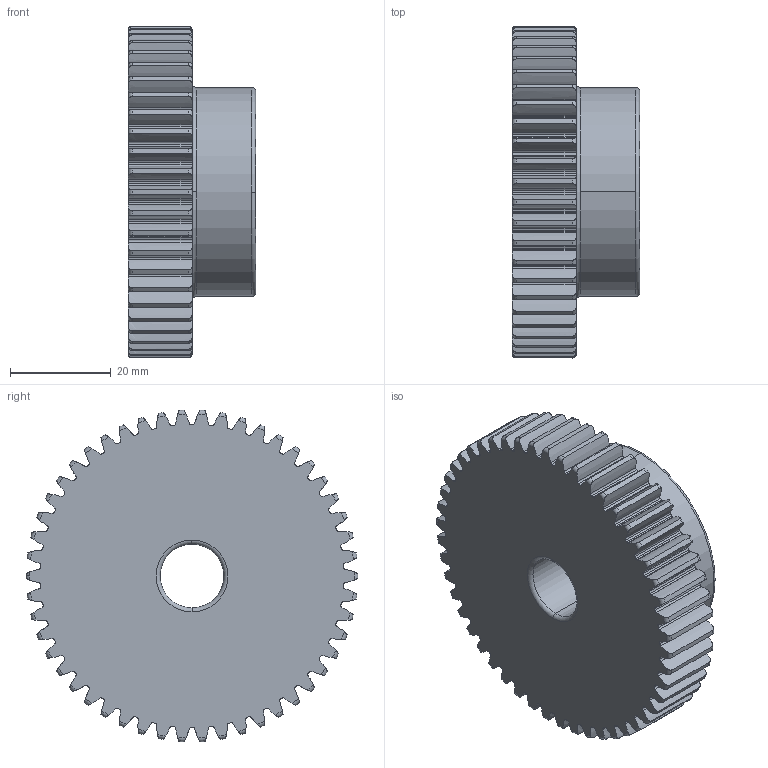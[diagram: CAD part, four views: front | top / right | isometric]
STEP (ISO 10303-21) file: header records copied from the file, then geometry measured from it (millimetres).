
FILE_DESCRIPTION((''),'2;1');
FILE_NAME('YA50A','2019-03-21T',('SYSTEM'),(''),'PRO/ENGINEER BY PARAMETRIC TECHNOLOGY CORPORATION, 2016360','PRO/ENGINEER BY PARAMETRIC TECHNOLOGY CORPORATION, 2016360','');
FILE_SCHEMA(('AUTOMOTIVE_DESIGN { 1 0 10303 214 1 1 1 1 }'));
Length unit declared in the file: inch
Products named in the file (1): YA50A
Bounding box: 25.34 x 66.04 x 65.96 mm (x, y, z)
Volume: 53930.7 mm3; surface area: 13533.1 mm2
Topology: 1 solids, 1 shells, 438 faces, 1355 edges, 920 vertices
Faces by surface type: cylinder 225, torus 110, extrusion 100, plane 3
Entity records: 18099 total; most frequent: CARTESIAN_POINT 6206, ORIENTED_EDGE 2710, DIRECTION 2269, EDGE_CURVE 1355, AXIS2_PLACEMENT_3D 922, VERTEX_POINT 920, CIRCLE 584, B_SPLINE_CURVE_WITH_KNOTS 546
